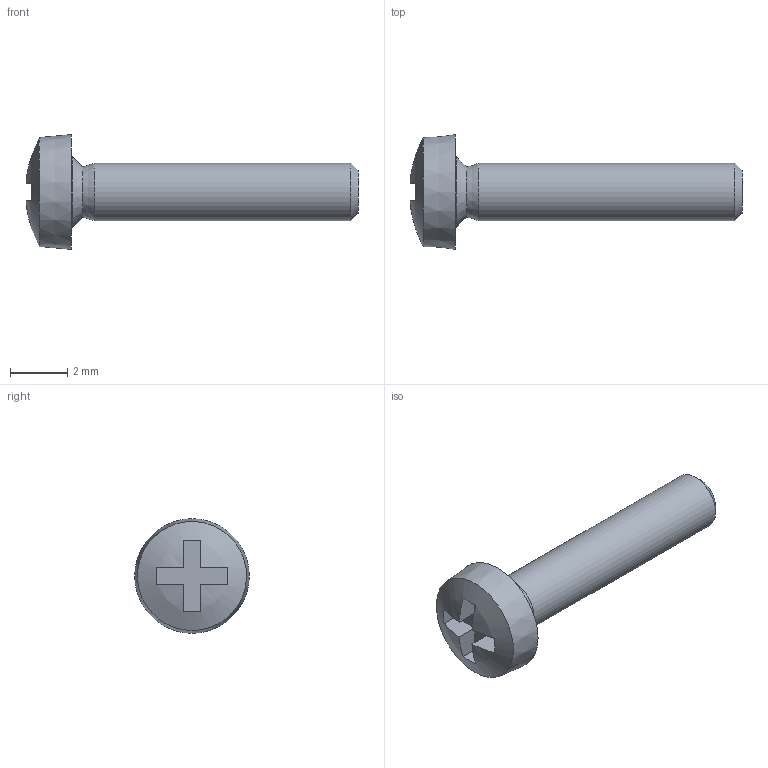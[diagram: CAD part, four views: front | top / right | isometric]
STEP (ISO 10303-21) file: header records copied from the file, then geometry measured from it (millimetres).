
FILE_DESCRIPTION(/* description */ ('STEP AP214'),/* implementation_level */ '2;1');
FILE_NAME(/* name */ 'BN 384 1154133 cross recessed pan head machine screw M2x10',/* time_stamp */ '2022-12-05T11:04:17+01:00',/* author */ ('License CC BY-ND 4.0'),/* organization */ ('CADENAS'),/* preprocessor_version */ 'ST-DEVELOPER v18.102',/* originating_system */ 'PARTsolutions',/* authorisation */ ' ');
FILE_SCHEMA (('AUTOMOTIVE_DESIGN {1 0 10303 214 3 1 1}'));
Length unit declared in the file: millimetre
Products named in the file (1): BN 384 1154133 cross recessed pan head machine screw M2x10
Bounding box: 11.58 x 4 x 4 mm (x, y, z)
Volume: 45.5 mm3; surface area: 106.2 mm2
Topology: 1 solids, 1 shells, 22 faces, 52 edges, 33 vertices
Faces by surface type: plane 15, cone 4, cylinder 1, torus 1, sphere 1
Full cylindrical faces by diameter (mm): 2 x1
Entity records: 622 total; most frequent: DIRECTION 110, CARTESIAN_POINT 99, ORIENTED_EDGE 88, EDGE_CURVE 44, AXIS2_PLACEMENT_3D 43, VERTEX_POINT 32, EDGE_LOOP 30, FACE_BOUND 30
